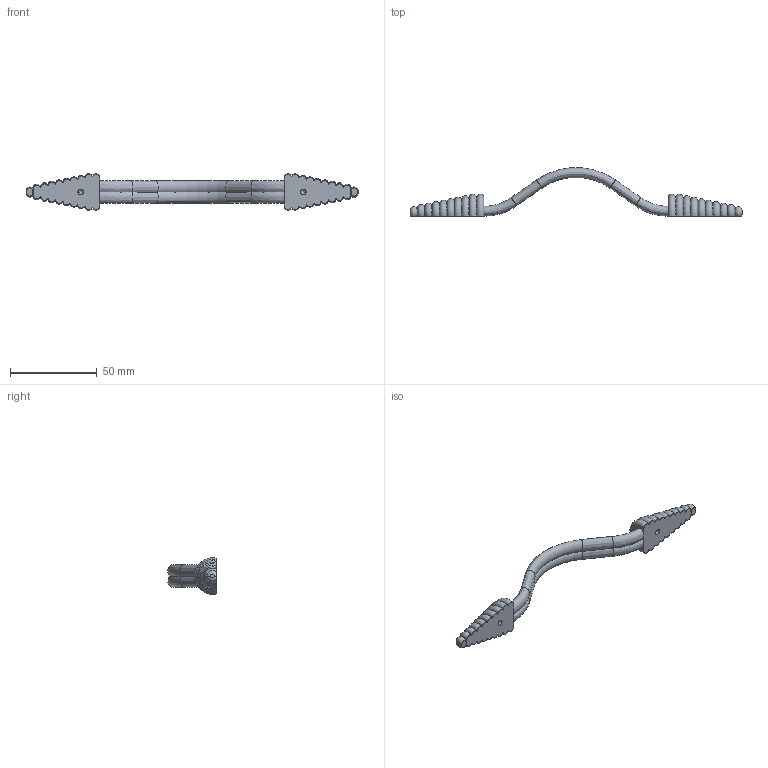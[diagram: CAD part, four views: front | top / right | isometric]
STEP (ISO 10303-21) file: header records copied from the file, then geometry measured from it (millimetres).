
FILE_DESCRIPTION(('Creo Elements/Direct Modeling STEP Export'),'2;1');
FILE_NAME('1543-189.stp','2019-01-18T11:01:05',(''),(''),'Creo Elements/Direct Modeling STEP processor for AP214 (Solid Model)','Creo Elements/Direct Modeling 20.0 12-Nov-2016 (C) Parametric Technology GmbH','');
FILE_SCHEMA(('AUTOMOTIVE_DESIGN { 1 0 10303 214 1 1 1 1 }'));
Length unit declared in the file: millimetre
Products named in the file (1): 1543-189
Bounding box: 191 x 27.81 x 20.94 mm (x, y, z)
Volume: 16713.1 mm3; surface area: 8217.7 mm2
Topology: 1 solids, 1 shells, 72 faces, 188 edges, 118 vertices
Faces by surface type: torus 40, plane 10, cylinder 8, revolution 6, extrusion 4, cone 4
Entity records: 10706 total; most frequent: CARTESIAN_POINT 9013, ORIENTED_EDGE 368, DIRECTION 270, EDGE_CURVE 184, AXIS2_PLACEMENT_3D 121, VERTEX_POINT 118, B_SPLINE_CURVE_WITH_KNOTS 98, SURFACE_CURVE 76
